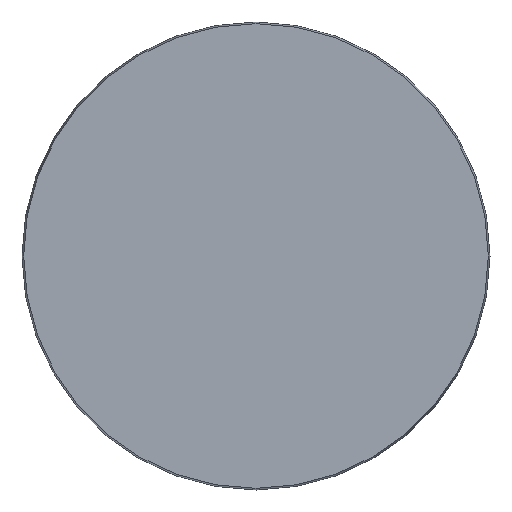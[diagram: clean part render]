
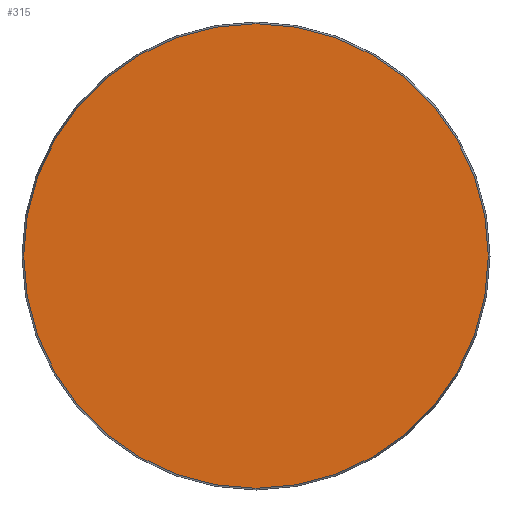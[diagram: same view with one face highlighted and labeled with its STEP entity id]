
A CAD part, front view. The second image highlights one B-rep face of the part: STEP entity #315.
In plain terms, the highlighted planar face has unit normal (0, -1, 0).
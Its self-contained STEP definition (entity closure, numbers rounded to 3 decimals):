
#40 = CIRCLE ( 'NONE', #189, 78.425 ) ;
#73 = DIRECTION ( 'NONE',  ( 0., 0., -1. ) ) ;
#89 = ORIENTED_EDGE ( 'NONE', *, *, #321, .T. ) ;
#110 = AXIS2_PLACEMENT_3D ( 'NONE', #325, #323, #118 ) ;
#118 = DIRECTION ( 'NONE',  ( 0., 0., 1. ) ) ;
#137 = CARTESIAN_POINT ( 'NONE',  ( 0., 0., -78.425 ) ) ;
#189 = AXIS2_PLACEMENT_3D ( 'NONE', #540, #529, #73 ) ;
#268 = EDGE_LOOP ( 'NONE', ( #89 ) ) ;
#315 = ADVANCED_FACE ( 'NONE', ( #528 ), #364, .F. ) ;
#321 = EDGE_CURVE ( 'NONE', #517, #517, #40, .T. ) ;
#323 = DIRECTION ( 'NONE',  ( 0., 1., 0. ) ) ;
#325 = CARTESIAN_POINT ( 'NONE',  ( -78.425, 0., 0. ) ) ;
#364 = PLANE ( 'NONE',  #110 ) ;
#517 = VERTEX_POINT ( 'NONE', #137 ) ;
#528 = FACE_OUTER_BOUND ( 'NONE', #268, .T. ) ;
#529 = DIRECTION ( 'NONE',  ( 0., -1., 0. ) ) ;
#540 = CARTESIAN_POINT ( 'NONE',  ( 0., 0., 0. ) ) ;
